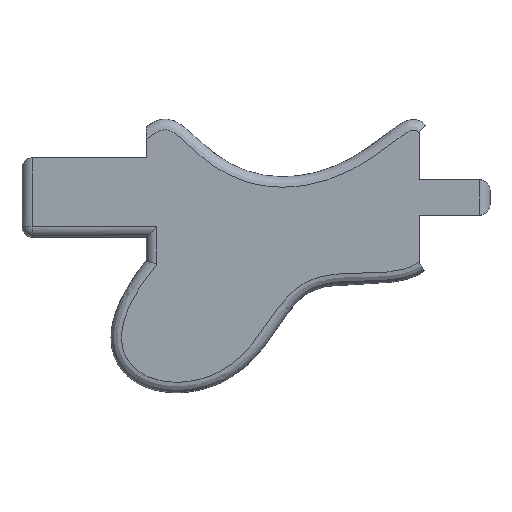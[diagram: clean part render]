
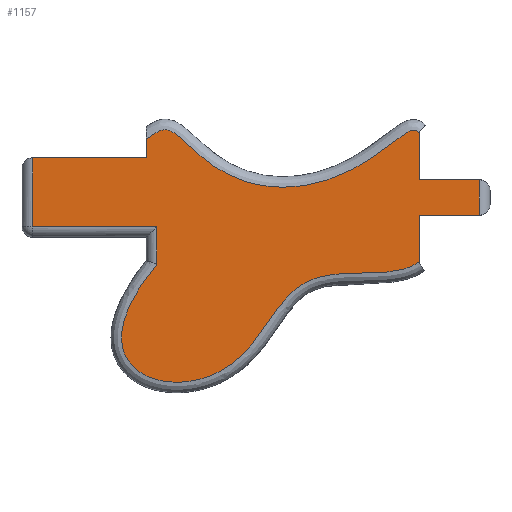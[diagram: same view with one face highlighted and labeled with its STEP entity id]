
A CAD part, top view. The second image highlights one B-rep face of the part: STEP entity #1157.
In plain terms, the highlighted planar face has unit normal (0, 0, 1).
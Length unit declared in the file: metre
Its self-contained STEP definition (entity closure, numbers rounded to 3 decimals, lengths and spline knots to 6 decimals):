
#52=B_SPLINE_CURVE_WITH_KNOTS('',3,(#1690,#1691,#1692,#1693,#1694,#1695,
#1696,#1697,#1698,#1699,#1700,#1701,#1702,#1703,#1704,#1705,#1706,#1707,
#1708,#1709,#1710,#1711,#1712,#1713,#1714,#1715,#1716,#1717),
 .UNSPECIFIED.,.F.,.F.,(4,1,1,1,1,1,1,1,1,1,1,1,1,1,1,1,1,1,1,1,1,1,1,1,
1,4),(0.,0.000549,0.001098,0.001647,0.002196,
0.003294,0.004392,0.006588,0.008785,
0.010981,0.013177,0.015373,0.017569,
0.019765,0.021962,0.024158,0.026354,
0.02855,0.029648,0.030746,0.031844,
0.032393,0.032942,0.033491,0.034041,
0.035139),.UNSPECIFIED.);
#53=B_SPLINE_CURVE_WITH_KNOTS('',3,(#1729,#1730,#1731,#1732,#1733,#1734,
#1735,#1736,#1737,#1738,#1739,#1740,#1741,#1742,#1743,#1744,#1745,#1746,
#1747,#1748,#1749,#1750,#1751,#1752,#1753),.UNSPECIFIED.,.F.,.F.,(4,1,1,
1,1,1,1,1,1,1,1,1,1,1,1,1,1,1,1,1,1,1,4),(0.,0.003175,0.006349,
0.007936,0.009524,0.011111,0.012698,
0.014286,0.015873,0.019047,0.022222,
0.025397,0.028571,0.031746,0.03492,
0.036508,0.038095,0.039682,0.04127,
0.044444,0.047619,0.049206,0.050793),
 .UNSPECIFIED.);
#112=ORIENTED_EDGE('',*,*,#450,.T.);
#113=ORIENTED_EDGE('',*,*,#452,.T.);
#114=ORIENTED_EDGE('',*,*,#453,.T.);
#115=ORIENTED_EDGE('',*,*,#454,.T.);
#116=ORIENTED_EDGE('',*,*,#455,.T.);
#117=ORIENTED_EDGE('',*,*,#456,.T.);
#118=ORIENTED_EDGE('',*,*,#457,.T.);
#119=ORIENTED_EDGE('',*,*,#458,.T.);
#120=ORIENTED_EDGE('',*,*,#436,.T.);
#121=ORIENTED_EDGE('',*,*,#443,.F.);
#122=ORIENTED_EDGE('',*,*,#459,.T.);
#123=ORIENTED_EDGE('',*,*,#444,.T.);
#436=EDGE_CURVE('',#607,#608,#716,.T.);
#443=EDGE_CURVE('',#613,#608,#722,.F.);
#444=EDGE_CURVE('',#614,#615,#723,.F.);
#450=EDGE_CURVE('',#615,#620,#728,.T.);
#452=EDGE_CURVE('',#620,#621,#52,.T.);
#453=EDGE_CURVE('',#621,#622,#730,.T.);
#454=EDGE_CURVE('',#622,#623,#731,.T.);
#455=EDGE_CURVE('',#623,#624,#732,.T.);
#456=EDGE_CURVE('',#624,#625,#733,.T.);
#457=EDGE_CURVE('',#625,#626,#734,.T.);
#458=EDGE_CURVE('',#626,#607,#53,.T.);
#459=EDGE_CURVE('',#613,#614,#735,.T.);
#607=VERTEX_POINT('',#1651);
#608=VERTEX_POINT('',#1652);
#613=VERTEX_POINT('',#1667);
#614=VERTEX_POINT('',#1671);
#615=VERTEX_POINT('',#1672);
#620=VERTEX_POINT('',#1686);
#621=VERTEX_POINT('',#1718);
#622=VERTEX_POINT('',#1720);
#623=VERTEX_POINT('',#1722);
#624=VERTEX_POINT('',#1724);
#625=VERTEX_POINT('',#1726);
#626=VERTEX_POINT('',#1728);
#716=LINE('',#1650,#838);
#722=LINE('',#1668,#844);
#723=LINE('',#1670,#845);
#728=LINE('',#1687,#850);
#730=LINE('',#1719,#852);
#731=LINE('',#1721,#853);
#732=LINE('',#1723,#854);
#733=LINE('',#1725,#855);
#734=LINE('',#1727,#856);
#735=LINE('',#1754,#857);
#838=VECTOR('',#1346,1.);
#844=VECTOR('',#1354,1.);
#845=VECTOR('',#1357,1.);
#850=VECTOR('',#1364,1.);
#852=VECTOR('',#1368,1.);
#853=VECTOR('',#1369,1.);
#854=VECTOR('',#1370,1.);
#855=VECTOR('',#1371,1.);
#856=VECTOR('',#1372,1.);
#857=VECTOR('',#1373,1.);
#962=EDGE_LOOP('',(#112,#113,#114,#115,#116,#117,#118,#119,#120,#121,#122,
#123));
#1039=FACE_BOUND('',#962,.T.);
#1116=PLANE('',#1251);
#1157=ADVANCED_FACE('',(#1039),#1116,.T.);
#1251=AXIS2_PLACEMENT_3D('',#1689,#1366,#1367);
#1346=DIRECTION('',(0.,1.,0.));
#1354=DIRECTION('',(1.,0.,0.));
#1357=DIRECTION('',(1.,0.,0.));
#1364=DIRECTION('',(0.,1.,0.));
#1366=DIRECTION('',(0.,0.,1.));
#1367=DIRECTION('',(1.,0.,0.));
#1368=DIRECTION('',(0.,-1.,0.));
#1369=DIRECTION('',(-1.,0.,0.));
#1370=DIRECTION('',(0.,-1.,0.));
#1371=DIRECTION('',(1.,0.,0.));
#1372=DIRECTION('',(0.,-1.,0.));
#1373=DIRECTION('',(0.,1.,0.));
#1650=CARTESIAN_POINT('',(0.015,-0.007318,0.014));
#1651=CARTESIAN_POINT('',(0.015,-0.007253,0.014));
#1652=CARTESIAN_POINT('',(0.015,-0.002,0.014));
#1667=CARTESIAN_POINT('',(0.0218,-0.002,0.014));
#1668=CARTESIAN_POINT('',(-0.00355,-0.002,0.014));
#1670=CARTESIAN_POINT('',(-0.00355,0.002,0.014));
#1671=CARTESIAN_POINT('',(0.0218,0.002,0.014));
#1672=CARTESIAN_POINT('',(0.015,0.002,0.014));
#1686=CARTESIAN_POINT('',(0.015,0.007216,0.014));
#1687=CARTESIAN_POINT('',(0.015,-0.007318,0.014));
#1689=CARTESIAN_POINT('',(-0.00355,-0.007318,0.014));
#1690=CARTESIAN_POINT('',(0.015,0.007216,0.014));
#1691=CARTESIAN_POINT('',(0.014871,0.007346,0.014));
#1692=CARTESIAN_POINT('',(0.014613,0.007639,0.014));
#1693=CARTESIAN_POINT('',(0.014028,0.00765,0.014));
#1694=CARTESIAN_POINT('',(0.013537,0.007393,0.014));
#1695=CARTESIAN_POINT('',(0.012925,0.006992,0.014));
#1696=CARTESIAN_POINT('',(0.012203,0.006427,0.014));
#1697=CARTESIAN_POINT('',(0.011049,0.005523,0.014));
#1698=CARTESIAN_POINT('',(0.009574,0.004444,0.014));
#1699=CARTESIAN_POINT('',(0.00771,0.003317,0.014));
#1700=CARTESIAN_POINT('',(0.005738,0.002381,0.014));
#1701=CARTESIAN_POINT('',(0.003639,0.00167,0.014));
#1702=CARTESIAN_POINT('',(0.001509,0.001238,0.014));
#1703=CARTESIAN_POINT('',(-0.000695,0.0011,0.014));
#1704=CARTESIAN_POINT('',(-0.002885,0.001298,0.014));
#1705=CARTESIAN_POINT('',(-0.005003,0.001835,0.014));
#1706=CARTESIAN_POINT('',(-0.007038,0.002724,0.014));
#1707=CARTESIAN_POINT('',(-0.008859,0.003883,0.014));
#1708=CARTESIAN_POINT('',(-0.01025,0.005046,0.014));
#1709=CARTESIAN_POINT('',(-0.011317,0.006044,0.014));
#1710=CARTESIAN_POINT('',(-0.012117,0.006791,0.014));
#1711=CARTESIAN_POINT('',(-0.012827,0.007368,0.014));
#1712=CARTESIAN_POINT('',(-0.013506,0.007678,0.014));
#1713=CARTESIAN_POINT('',(-0.014072,0.007711,0.014));
#1714=CARTESIAN_POINT('',(-0.014603,0.007524,0.014));
#1715=CARTESIAN_POINT('',(-0.015223,0.007114,0.014));
#1716=CARTESIAN_POINT('',(-0.015689,0.006813,0.014));
#1717=CARTESIAN_POINT('',(-0.016,0.006611,0.014));
#1718=CARTESIAN_POINT('',(-0.016,0.006611,0.014));
#1719=CARTESIAN_POINT('',(-0.016,0.0055,0.014));
#1720=CARTESIAN_POINT('',(-0.016,0.0045,0.014));
#1721=CARTESIAN_POINT('',(-0.0256,0.0045,0.014));
#1722=CARTESIAN_POINT('',(-0.0289,0.0045,0.014));
#1723=CARTESIAN_POINT('',(-0.0289,-0.007318,0.014));
#1724=CARTESIAN_POINT('',(-0.0289,-0.0033,0.014));
#1725=CARTESIAN_POINT('',(-0.00355,-0.0033,0.014));
#1726=CARTESIAN_POINT('',(-0.0148,-0.0033,0.014));
#1727=CARTESIAN_POINT('',(-0.0148,-0.007318,0.014));
#1728=CARTESIAN_POINT('',(-0.0148,-0.007572,0.014));
#1729=CARTESIAN_POINT('',(-0.0148,-0.007572,0.014));
#1730=CARTESIAN_POINT('',(-0.015476,-0.008393,0.014));
#1731=CARTESIAN_POINT('',(-0.016752,-0.010079,0.014));
#1732=CARTESIAN_POINT('',(-0.018049,-0.012424,0.014));
#1733=CARTESIAN_POINT('',(-0.018695,-0.014446,0.014));
#1734=CARTESIAN_POINT('',(-0.018881,-0.016051,0.014));
#1735=CARTESIAN_POINT('',(-0.018603,-0.017653,0.014));
#1736=CARTESIAN_POINT('',(-0.017755,-0.019048,0.014));
#1737=CARTESIAN_POINT('',(-0.01648,-0.020053,0.014));
#1738=CARTESIAN_POINT('',(-0.014491,-0.020876,0.014));
#1739=CARTESIAN_POINT('',(-0.011802,-0.021097,0.014));
#1740=CARTESIAN_POINT('',(-0.008671,-0.020372,0.014));
#1741=CARTESIAN_POINT('',(-0.005887,-0.018745,0.014));
#1742=CARTESIAN_POINT('',(-0.003681,-0.016454,0.014));
#1743=CARTESIAN_POINT('',(-0.001895,-0.013796,0.014));
#1744=CARTESIAN_POINT('',(-0.000409,-0.011596,0.014));
#1745=CARTESIAN_POINT('',(0.00117,-0.01014,0.014));
#1746=CARTESIAN_POINT('',(0.002553,-0.009353,0.014));
#1747=CARTESIAN_POINT('',(0.004091,-0.008883,0.014));
#1748=CARTESIAN_POINT('',(0.006193,-0.008591,0.014));
#1749=CARTESIAN_POINT('',(0.00886,-0.008575,0.014));
#1750=CARTESIAN_POINT('',(0.011535,-0.008508,0.014));
#1751=CARTESIAN_POINT('',(0.0136,-0.008075,0.014));
#1752=CARTESIAN_POINT('',(0.014563,-0.007569,0.014));
#1753=CARTESIAN_POINT('',(0.015,-0.007253,0.014));
#1754=CARTESIAN_POINT('',(0.0218,-0.007318,0.014));
